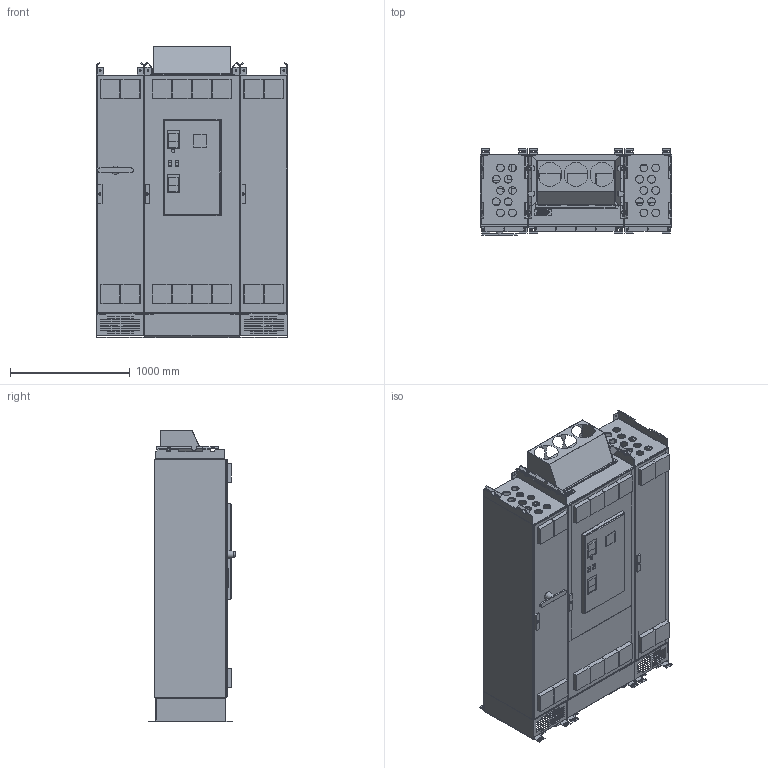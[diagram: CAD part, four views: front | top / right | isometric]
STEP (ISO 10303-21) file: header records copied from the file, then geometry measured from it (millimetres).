
FILE_DESCRIPTION(/* description */ (''),/* implementation_level */ '2;1');
FILE_NAME(/* name */ '181K4967.stp',/* time_stamp */ '2026-01-15T14:00:43+02:00',/* author */ (''),/* organization */ (''),/* preprocessor_version */ 'ST-DEVELOPER v20',/* originating_system */ 'SIEMENS PLM Software NX2312.3002',/* authorisation */ '');
FILE_SCHEMA (('AUTOMOTIVE_DESIGN { 1 0 10303 214 3 1 1 1 }'));
Products named in the file (14): 181K4986; 181K4899; 181K4889; 181K4910; 181K4909; 181K4918; 181K4896; 181K4893; 181K4906_96948ID; 181K4927; 181K4985; 181K4959; 181K4948; 181K4967
Assembly tree (14 placements, depth 3):
  181K4967
    181K4948
      181K4906_96948ID
      181K4893
      181K4896
      181K4918
    181K4959
      181K4909
      181K4910
      181K4889
    181K4927
    181K4985
      181K4889
      181K4899
      181K4986
Bounding box: 1600 x 728.4 x 2441.18 mm (x, y, z)
Volume: 236114840.4 mm3; surface area: 52720812.6 mm2
Topology: 23 solids, 25 shells, 5127 faces, 14329 edges, 9510 vertices
Faces by surface type: plane 4179, cylinder 634, torus 162, extrusion 89, cone 35, bspline 28
Full cylindrical faces by diameter (mm): 3 x3, 3.3 x1, 6.5 x6, 7 x8, 8.5 x1, 9 x1, 9.116 x12, 10 x12, 10.5 x26, 12 x6, 12.2 x20, 12.5 x6, 13 x26, 15 x12, 15.5 x24, 19.788 x3, 20 x12, 22 x1, 25.715 x4, 26 x3, 26.314 x4, 26.353 x4, 28 x1, 28.338 x1, 28.472 x1, 46 x16, 65 x24, 82.584 x8, 165 x4, 200 x6
Entity records: 185515 total; most frequent: CARTESIAN_POINT 34470, ORIENTED_EDGE 26274, DIRECTION 23670, EDGE_CURVE 13137, VECTOR 11342, LINE 11253, VERTEX_POINT 8962, EDGE_LOOP 6509
